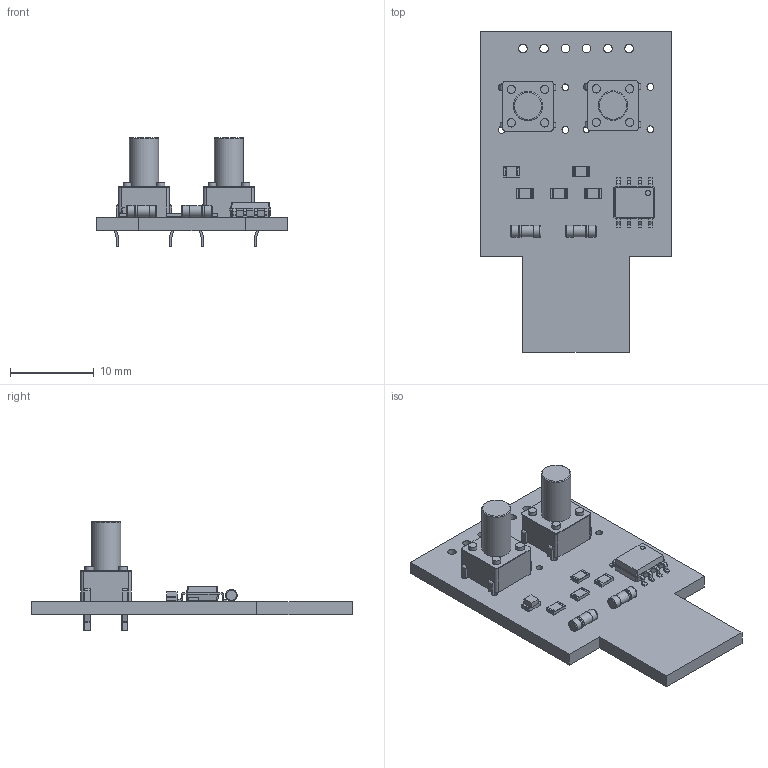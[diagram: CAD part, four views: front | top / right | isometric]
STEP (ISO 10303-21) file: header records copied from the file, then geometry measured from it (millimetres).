
FILE_DESCRIPTION(('KiCad electronic assembly'),'2;1');
FILE_NAME('PwdToken.step','2021-05-05T21:38:11',('An Author'),( 'A Company'),'Open CASCADE STEP processor 6.9', 'KiCad to STEP converter','Unknown');
FILE_SCHEMA(('AUTOMOTIVE_DESIGN { 1 0 10303 214 1 1 1 1 }'));
Length unit declared in the file: millimetre
Products named in the file (12): Open CASCADE STEP translator 6.9 1; D_MiniMELF; SOLID; SW_PUSH_6mm_H9.5mm; SOIC-8_3.9x4.9mm_P1.27mm; R_0805_2012Metric; LED_0805_2012Metric; COMPOUND
Assembly tree (16 placements, depth 3):
  Open CASCADE STEP translator 6.9 1
    D_MiniMELF  x2
      SOLID
    SW_PUSH_6mm_H9.5mm  x2
      SOLID
    SOIC-8_3.9x4.9mm_P1.27mm
      SOLID
    R_0805_2012Metric  x4
      SOLID
    LED_0805_2012Metric
      SOLID
    COMPOUND
Bounding box: 22.86 x 38.35 x 13 mm (x, y, z)
Volume: 1633.2 mm3; surface area: 2441.2 mm2
Topology: 11 solids, 11 shells, 570 faces, 1466 edges, 938 vertices
Faces by surface type: plane 353, cylinder 179, bspline 32, revolution 4, torus 2
Full cylindrical faces by diameter (mm): 0.6 x1, 0.813 x8, 1 x8, 1.016 x6, 1.35 x4, 1.4 x6, 3.5 x2
Entity records: 27029 total; most frequent: CARTESIAN_POINT 4966, DIRECTION 3628, LINE 2372, VECTOR 2372, ORIENTED_EDGE 1932, PCURVE 1932, DEFINITIONAL_REPRESENTATION 1932, EDGE_CURVE 966
